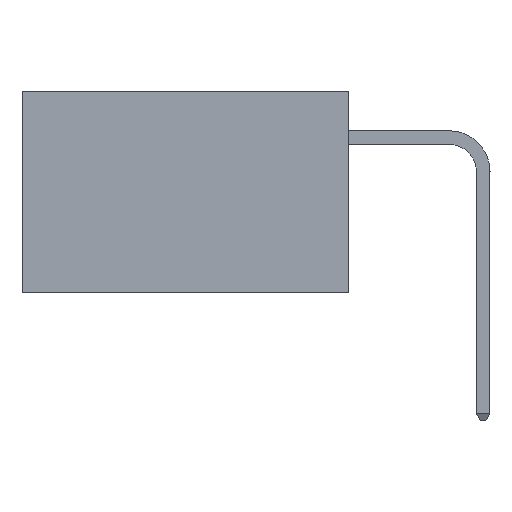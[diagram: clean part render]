
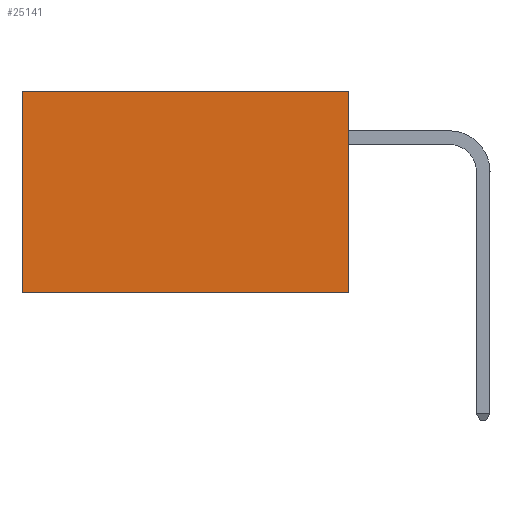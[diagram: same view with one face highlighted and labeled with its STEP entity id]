
A CAD part, left-side view. The second image highlights one B-rep face of the part: STEP entity #25141.
In plain terms, the highlighted planar face has unit normal (-1, 0, 0).
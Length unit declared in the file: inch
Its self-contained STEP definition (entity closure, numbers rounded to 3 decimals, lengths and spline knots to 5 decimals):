
#1595 = EDGE_CURVE ( 'NONE', #12413, #12440, #20108, .T. ) ;
#2706 = VECTOR ( 'NONE', #20089, 39.37008 ) ;
#2755 = CARTESIAN_POINT ( 'NONE',  ( 0.2875, 0.6, -0.37 ) ) ;
#6452 = CARTESIAN_POINT ( 'NONE',  ( 0.2875, 0., 0. ) ) ;
#7019 = CARTESIAN_POINT ( 'NONE',  ( 0.2875, 0.6, 0. ) ) ;
#7126 = DIRECTION ( 'NONE',  ( 0., 1., 0. ) ) ;
#7595 = VECTOR ( 'NONE', #7126, 39.37008 ) ;
#8127 = VECTOR ( 'NONE', #22730, 39.37008 ) ;
#9472 = CARTESIAN_POINT ( 'NONE',  ( 0.2875, 0., 0. ) ) ;
#9532 = LINE ( 'NONE', #24324, #26423 ) ;
#10705 = ORIENTED_EDGE ( 'NONE', *, *, #26147, .F. ) ;
#10791 = FACE_OUTER_BOUND ( 'NONE', #24908, .T. ) ;
#11302 = CARTESIAN_POINT ( 'NONE',  ( 0.2875, 0., -0.37 ) ) ;
#11851 = EDGE_CURVE ( 'NONE', #24304, #12413, #27018, .T. ) ;
#11938 = DIRECTION ( 'NONE',  ( 1., 0., 0. ) ) ;
#12413 = VERTEX_POINT ( 'NONE', #7019 ) ;
#12440 = VERTEX_POINT ( 'NONE', #2755 ) ;
#13785 = PLANE ( 'NONE',  #25749 ) ;
#15357 = CARTESIAN_POINT ( 'NONE',  ( 0.2875, 0., -0.37 ) ) ;
#18230 = CARTESIAN_POINT ( 'NONE',  ( 0.2875, 0., 0. ) ) ;
#19203 = ORIENTED_EDGE ( 'NONE', *, *, #11851, .T. ) ;
#19899 = DIRECTION ( 'NONE',  ( 0., 0., -1. ) ) ;
#20089 = DIRECTION ( 'NONE',  ( 0., 0., -1. ) ) ;
#20108 = LINE ( 'NONE', #24409, #2706 ) ;
#20679 = VERTEX_POINT ( 'NONE', #15357 ) ;
#22529 = EDGE_CURVE ( 'NONE', #20679, #12440, #24457, .T. ) ;
#22730 = DIRECTION ( 'NONE',  ( 0., 1., 0. ) ) ;
#24304 = VERTEX_POINT ( 'NONE', #6452 ) ;
#24324 = CARTESIAN_POINT ( 'NONE',  ( 0.2875, 0., 0. ) ) ;
#24409 = CARTESIAN_POINT ( 'NONE',  ( 0.2875, 0.6, 0. ) ) ;
#24457 = LINE ( 'NONE', #11302, #7595 ) ;
#24908 = EDGE_LOOP ( 'NONE', ( #27063, #25145, #10705, #19203 ) ) ;
#25141 = ADVANCED_FACE ( 'NONE', ( #10791 ), #13785, .F. ) ;
#25145 = ORIENTED_EDGE ( 'NONE', *, *, #22529, .F. ) ;
#25749 = AXIS2_PLACEMENT_3D ( 'NONE', #18230, #11938, #27390 ) ;
#26147 = EDGE_CURVE ( 'NONE', #24304, #20679, #9532, .T. ) ;
#26423 = VECTOR ( 'NONE', #19899, 39.37008 ) ;
#27018 = LINE ( 'NONE', #9472, #8127 ) ;
#27063 = ORIENTED_EDGE ( 'NONE', *, *, #1595, .T. ) ;
#27390 = DIRECTION ( 'NONE',  ( 0., 0., -1. ) ) ;
